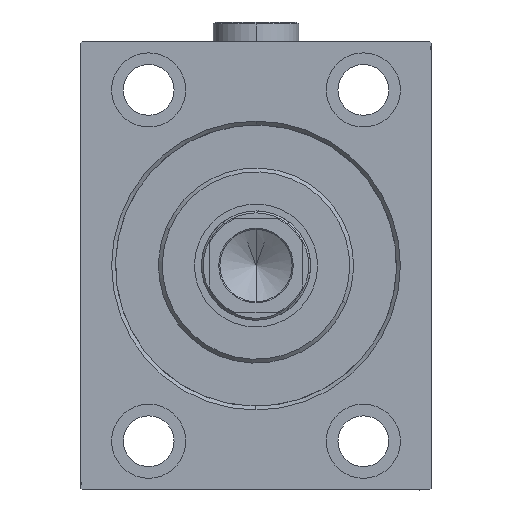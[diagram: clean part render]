
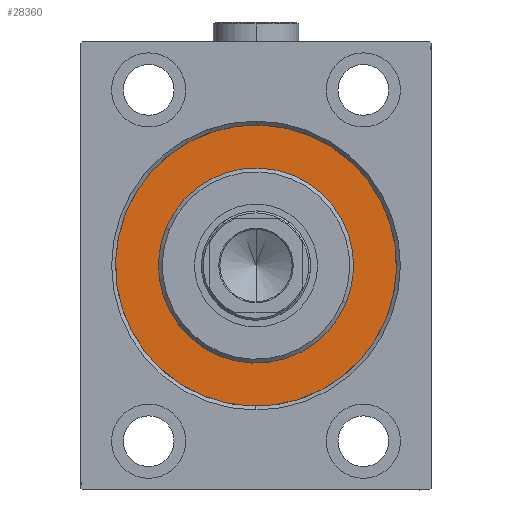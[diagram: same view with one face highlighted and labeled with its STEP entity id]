
A CAD part, left-side view. The second image highlights one B-rep face of the part: STEP entity #28360.
In plain terms, the highlighted face is planar.
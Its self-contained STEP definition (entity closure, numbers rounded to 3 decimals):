
#187 = CIRCLE ( 'NONE', #30936, 25. ) ;
#337 = ORIENTED_EDGE ( 'NONE', *, *, #4685, .F. ) ;
#728 = DIRECTION ( 'NONE',  ( -1., 0., 0. ) ) ;
#1742 = DIRECTION ( 'NONE',  ( -1., 0., 0. ) ) ;
#4685 = EDGE_CURVE ( 'NONE', #25485, #34495, #24296, .T. ) ;
#5949 = EDGE_CURVE ( 'NONE', #44597, #23803, #187, .T. ) ;
#7279 = ORIENTED_EDGE ( 'NONE', *, *, #5949, .F. ) ;
#7890 = CARTESIAN_POINT ( 'NONE',  ( 0., 0., 0. ) ) ;
#8606 = CARTESIAN_POINT ( 'NONE',  ( 0., 0., 0. ) ) ;
#9327 = AXIS2_PLACEMENT_3D ( 'NONE', #19262, #728, #14717 ) ;
#13614 = EDGE_LOOP ( 'NONE', ( #43160, #7279 ) ) ;
#14717 = DIRECTION ( 'NONE',  ( 0., 0., 1. ) ) ;
#16758 = DIRECTION ( 'NONE',  ( 0., 0., -1. ) ) ;
#18661 = DIRECTION ( 'NONE',  ( 1., 0., 0. ) ) ;
#19262 = CARTESIAN_POINT ( 'NONE',  ( 0., 0., 0. ) ) ;
#21323 = CARTESIAN_POINT ( 'NONE',  ( 0., 0., 36. ) ) ;
#23046 = DIRECTION ( 'NONE',  ( 0., 0., 1. ) ) ;
#23803 = VERTEX_POINT ( 'NONE', #40887 ) ;
#23938 = CARTESIAN_POINT ( 'NONE',  ( 0., 0., -36. ) ) ;
#24296 = CIRCLE ( 'NONE', #27246, 36. ) ;
#24634 = DIRECTION ( 'NONE',  ( 0., 0., -1. ) ) ;
#25485 = VERTEX_POINT ( 'NONE', #21323 ) ;
#26349 = CIRCLE ( 'NONE', #40950, 36. ) ;
#27078 = CARTESIAN_POINT ( 'NONE',  ( 0., 0., 0. ) ) ;
#27246 = AXIS2_PLACEMENT_3D ( 'NONE', #8606, #30146, #44119 ) ;
#27527 = DIRECTION ( 'NONE',  ( 1., 0., 0. ) ) ;
#28360 = ADVANCED_FACE ( 'NONE', ( #29584, #43554 ), #28702, .F. ) ;
#28702 = PLANE ( 'NONE',  #9327 ) ;
#29584 = FACE_BOUND ( 'NONE', #13614, .T. ) ;
#30146 = DIRECTION ( 'NONE',  ( -1., 0., 0. ) ) ;
#30936 = AXIS2_PLACEMENT_3D ( 'NONE', #7890, #18661, #24634 ) ;
#33692 = CIRCLE ( 'NONE', #35170, 25. ) ;
#34495 = VERTEX_POINT ( 'NONE', #23938 ) ;
#35170 = AXIS2_PLACEMENT_3D ( 'NONE', #27078, #27527, #16758 ) ;
#39905 = EDGE_CURVE ( 'NONE', #34495, #25485, #26349, .T. ) ;
#40163 = ORIENTED_EDGE ( 'NONE', *, *, #39905, .F. ) ;
#40887 = CARTESIAN_POINT ( 'NONE',  ( 0., 0., 25. ) ) ;
#40950 = AXIS2_PLACEMENT_3D ( 'NONE', #43451, #1742, #23046 ) ;
#42919 = CARTESIAN_POINT ( 'NONE',  ( 0., 0., -25. ) ) ;
#42956 = EDGE_LOOP ( 'NONE', ( #40163, #337 ) ) ;
#43160 = ORIENTED_EDGE ( 'NONE', *, *, #45299, .F. ) ;
#43451 = CARTESIAN_POINT ( 'NONE',  ( 0., 0., 0. ) ) ;
#43554 = FACE_OUTER_BOUND ( 'NONE', #42956, .T. ) ;
#44119 = DIRECTION ( 'NONE',  ( 0., 0., 1. ) ) ;
#44597 = VERTEX_POINT ( 'NONE', #42919 ) ;
#45299 = EDGE_CURVE ( 'NONE', #23803, #44597, #33692, .T. ) ;
